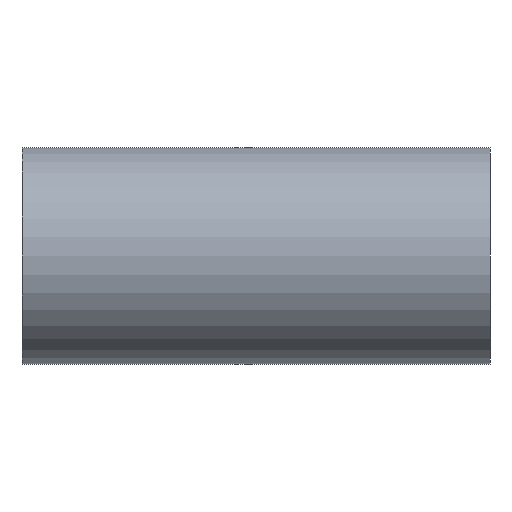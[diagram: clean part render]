
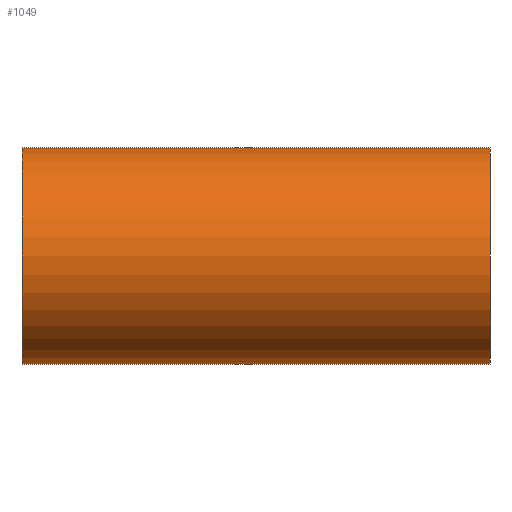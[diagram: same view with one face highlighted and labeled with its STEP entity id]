
A CAD part, left-side view. The second image highlights one B-rep face of the part: STEP entity #1049.
In plain terms, the highlighted cylindrical face has radius 6.985 mm (diameter 13.97 mm), a partial arc.
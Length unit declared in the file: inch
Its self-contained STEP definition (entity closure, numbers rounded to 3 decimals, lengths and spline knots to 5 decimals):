
#29 = DIRECTION ( 'NONE',  ( 0., 0., -1. ) ) ;
#45 = VERTEX_POINT ( 'NONE', #133 ) ;
#48 = DIRECTION ( 'NONE',  ( 0., -1., 0. ) ) ;
#58 = CARTESIAN_POINT ( 'NONE',  ( 0., 1.19, 0. ) ) ;
#71 = CIRCLE ( 'NONE', #668, 0.275 ) ;
#76 = CARTESIAN_POINT ( 'NONE',  ( 0., 1.19, -0.275 ) ) ;
#93 = VERTEX_POINT ( 'NONE', #543 ) ;
#109 = VERTEX_POINT ( 'NONE', #426 ) ;
#133 = CARTESIAN_POINT ( 'NONE',  ( 0., 0., 0.275 ) ) ;
#158 = ORIENTED_EDGE ( 'NONE', *, *, #414, .F. ) ;
#181 = VERTEX_POINT ( 'NONE', #76 ) ;
#243 = AXIS2_PLACEMENT_3D ( 'NONE', #58, #48, #29 ) ;
#253 = EDGE_LOOP ( 'NONE', ( #981, #158, #299, #993 ) ) ;
#299 = ORIENTED_EDGE ( 'NONE', *, *, #351, .T. ) ;
#337 = EDGE_CURVE ( 'NONE', #93, #45, #685, .T. ) ;
#351 = EDGE_CURVE ( 'NONE', #181, #109, #586, .T. ) ;
#401 = EDGE_CURVE ( 'NONE', #109, #45, #776, .T. ) ;
#414 = EDGE_CURVE ( 'NONE', #181, #93, #71, .T. ) ;
#426 = CARTESIAN_POINT ( 'NONE',  ( 0., 0., -0.275 ) ) ;
#528 = VECTOR ( 'NONE', #819, 39.37008 ) ;
#540 = DIRECTION ( 'NONE',  ( 0., 0., 1. ) ) ;
#543 = CARTESIAN_POINT ( 'NONE',  ( 0., 1.19, 0.275 ) ) ;
#544 = DIRECTION ( 'NONE',  ( 0., 1., 0. ) ) ;
#545 = CARTESIAN_POINT ( 'NONE',  ( 0., 1.19, 0. ) ) ;
#586 = LINE ( 'NONE', #845, #528 ) ;
#610 = FACE_OUTER_BOUND ( 'NONE', #253, .T. ) ;
#627 = DIRECTION ( 'NONE',  ( 0., 0., 1. ) ) ;
#629 = DIRECTION ( 'NONE',  ( 0., 1., 0. ) ) ;
#630 = CARTESIAN_POINT ( 'NONE',  ( 0., 0., 0. ) ) ;
#668 = AXIS2_PLACEMENT_3D ( 'NONE', #545, #544, #540 ) ;
#685 = LINE ( 'NONE', #887, #847 ) ;
#697 = AXIS2_PLACEMENT_3D ( 'NONE', #630, #629, #627 ) ;
#698 = CYLINDRICAL_SURFACE ( 'NONE', #243, 0.275 ) ;
#776 = CIRCLE ( 'NONE', #697, 0.275 ) ;
#819 = DIRECTION ( 'NONE',  ( 0., -1., 0. ) ) ;
#845 = CARTESIAN_POINT ( 'NONE',  ( 0., 1.19, -0.275 ) ) ;
#847 = VECTOR ( 'NONE', #879, 39.37008 ) ;
#879 = DIRECTION ( 'NONE',  ( 0., -1., 0. ) ) ;
#887 = CARTESIAN_POINT ( 'NONE',  ( 0., 1.19, 0.275 ) ) ;
#981 = ORIENTED_EDGE ( 'NONE', *, *, #337, .F. ) ;
#993 = ORIENTED_EDGE ( 'NONE', *, *, #401, .T. ) ;
#1049 = ADVANCED_FACE ( 'NONE', ( #610 ), #698, .T. ) ;
